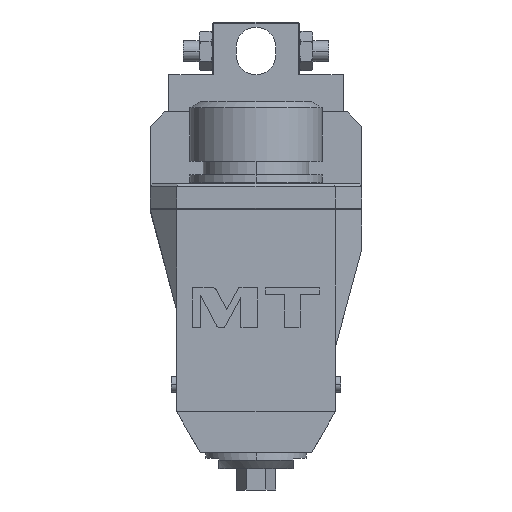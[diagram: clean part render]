
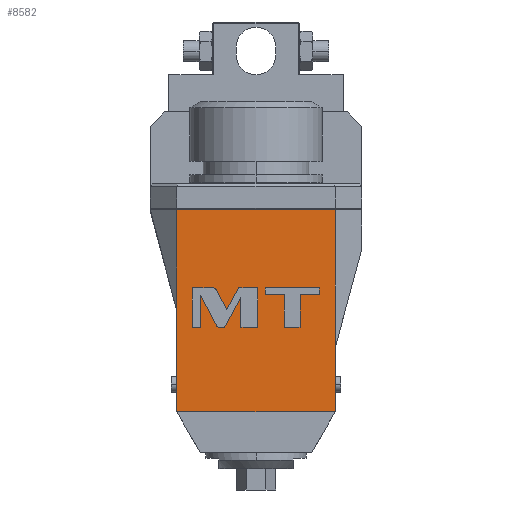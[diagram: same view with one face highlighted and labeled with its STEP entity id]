
A CAD part, left-side view. The second image highlights one B-rep face of the part: STEP entity #8582.
In plain terms, the highlighted planar face has unit normal (-1, 0, 0).
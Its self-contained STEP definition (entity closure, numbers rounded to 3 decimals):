
#2687=DIRECTION('',(0.,0.,1.));
#2688=VECTOR('',#2687,38.);
#2689=CARTESIAN_POINT('',(-120.,30.,-35.));
#2690=LINE('',#2689,#2688);
#2691=DIRECTION('',(0.,1.,0.));
#2692=VECTOR('',#2691,60.);
#2693=CARTESIAN_POINT('',(-120.,-30.,3.));
#2694=LINE('',#2693,#2692);
#2695=DIRECTION('',(0.,0.,1.));
#2696=VECTOR('',#2695,52.);
#2697=CARTESIAN_POINT('',(-120.,-30.,-49.));
#2698=LINE('',#2697,#2696);
#2699=DIRECTION('',(0.,0.,1.));
#2700=VECTOR('',#2699,24.4);
#2701=CARTESIAN_POINT('',(-120.,-30.,-73.4));
#2702=LINE('',#2701,#2700);
#2703=DIRECTION('',(0.,1.,0.));
#2704=VECTOR('',#2703,60.);
#2705=CARTESIAN_POINT('',(-120.,-30.,-73.4));
#2706=LINE('',#2705,#2704);
#2707=DIRECTION('',(0.,0.,-1.));
#2708=VECTOR('',#2707,38.4);
#2709=CARTESIAN_POINT('',(-120.,30.,-35.));
#2710=LINE('',#2709,#2708);
#2711=CARTESIAN_POINT('',(-120.,14.879,-27.505));
#2712=CARTESIAN_POINT('',(-120.,15.191,-26.902));
#2713=CARTESIAN_POINT('',(-120.,15.806,-26.528));
#2714=CARTESIAN_POINT('',(-120.,16.484,-26.528));
#2716=DIRECTION('',(0.,1.,0.));
#2717=VECTOR('',#2716,7.541);
#2718=CARTESIAN_POINT('',(-120.,16.484,-26.528));
#2719=LINE('',#2718,#2717);
#2720=DIRECTION('',(0.,0.,-1.));
#2721=VECTOR('',#2720,15.);
#2722=CARTESIAN_POINT('',(-120.,24.025,-26.528));
#2723=LINE('',#2722,#2721);
#2724=DIRECTION('',(0.,-1.,0.));
#2725=VECTOR('',#2724,3.12);
#2726=CARTESIAN_POINT('',(-120.,24.025,-41.528));
#2727=LINE('',#2726,#2725);
#2728=DIRECTION('',(0.,0.,1.));
#2729=VECTOR('',#2728,12.152);
#2730=CARTESIAN_POINT('',(-120.,20.905,-41.528));
#2731=LINE('',#2730,#2729);
#2732=DIRECTION('',(0.,-0.459,-0.888));
#2733=VECTOR('',#2732,12.58);
#2734=CARTESIAN_POINT('',(-120.,20.905,-29.376));
#2735=LINE('',#2734,#2733);
#2736=CARTESIAN_POINT('',(-120.,15.127,-40.551));
#2737=CARTESIAN_POINT('',(-120.,14.815,-41.154));
#2738=CARTESIAN_POINT('',(-120.,14.2,-41.528));
#2739=CARTESIAN_POINT('',(-120.,13.521,-41.528));
#2741=DIRECTION('',(0.,-1.,0.));
#2742=VECTOR('',#2741,1.565);
#2743=CARTESIAN_POINT('',(-120.,13.521,-41.528));
#2744=LINE('',#2743,#2742);
#2745=DIRECTION('',(0.,-0.481,0.877));
#2746=VECTOR('',#2745,13.015);
#2747=CARTESIAN_POINT('',(-120.,11.956,-41.528));
#2748=LINE('',#2747,#2746);
#2749=DIRECTION('',(0.,0.,-1.));
#2750=VECTOR('',#2749,11.409);
#2751=CARTESIAN_POINT('',(-120.,5.693,-30.119));
#2752=LINE('',#2751,#2750);
#2753=DIRECTION('',(0.,-1.,0.));
#2754=VECTOR('',#2753,6.312);
#2755=CARTESIAN_POINT('',(-120.,5.693,-41.528));
#2756=LINE('',#2755,#2754);
#2757=DIRECTION('',(0.,0.,1.));
#2758=VECTOR('',#2757,15.);
#2759=CARTESIAN_POINT('',(-120.,-0.619,-41.528));
#2760=LINE('',#2759,#2758);
#2761=DIRECTION('',(0.,1.,0.));
#2762=VECTOR('',#2761,7.116);
#2763=CARTESIAN_POINT('',(-120.,-0.619,-26.528));
#2764=LINE('',#2763,#2762);
#2765=DIRECTION('',(0.,0.481,-0.877));
#2766=VECTOR('',#2765,9.511);
#2767=CARTESIAN_POINT('',(-120.,6.497,-26.528));
#2768=LINE('',#2767,#2766);
#2769=DIRECTION('',(0.,0.459,0.888));
#2770=VECTOR('',#2769,8.286);
#2771=CARTESIAN_POINT('',(-120.,11.074,-34.865));
#2772=LINE('',#2771,#2770);
#2773=DIRECTION('',(0.,0.,-1.));
#2774=VECTOR('',#2773,12.446);
#2775=CARTESIAN_POINT('',(-120.,-10.707,-29.082));
#2776=LINE('',#2775,#2774);
#2777=DIRECTION('',(0.,-1.,0.));
#2778=VECTOR('',#2777,5.942);
#2779=CARTESIAN_POINT('',(-120.,-10.707,-41.528));
#2780=LINE('',#2779,#2778);
#2781=DIRECTION('',(0.,0.,1.));
#2782=VECTOR('',#2781,12.446);
#2783=CARTESIAN_POINT('',(-120.,-16.649,-41.528));
#2784=LINE('',#2783,#2782);
#2785=DIRECTION('',(0.,-1.,0.));
#2786=VECTOR('',#2785,7.272);
#2787=CARTESIAN_POINT('',(-120.,-16.649,-29.082));
#2788=LINE('',#2787,#2786);
#2789=DIRECTION('',(0.,0.,1.));
#2790=VECTOR('',#2789,2.554);
#2791=CARTESIAN_POINT('',(-120.,-23.921,-29.082));
#2792=LINE('',#2791,#2790);
#2793=DIRECTION('',(0.,1.,0.));
#2794=VECTOR('',#2793,20.486);
#2795=CARTESIAN_POINT('',(-120.,-23.921,-26.528));
#2796=LINE('',#2795,#2794);
#2797=DIRECTION('',(0.,0.,-1.));
#2798=VECTOR('',#2797,2.554);
#2799=CARTESIAN_POINT('',(-120.,-3.435,-26.528));
#2800=LINE('',#2799,#2798);
#2801=DIRECTION('',(0.,-1.,0.));
#2802=VECTOR('',#2801,7.272);
#2803=CARTESIAN_POINT('',(-120.,-3.435,-29.082));
#2804=LINE('',#2803,#2802);
#4974=CARTESIAN_POINT('',(-120.,-30.,-73.4));
#4975=CARTESIAN_POINT('',(-120.,30.,-73.4));
#4976=VERTEX_POINT('',#4974);
#4977=VERTEX_POINT('',#4975);
#4998=CARTESIAN_POINT('',(-120.,-30.,-49.));
#4999=CARTESIAN_POINT('',(-120.,-30.,3.));
#5000=VERTEX_POINT('',#4998);
#5001=VERTEX_POINT('',#4999);
#5008=CARTESIAN_POINT('',(-120.,30.,-35.));
#5009=CARTESIAN_POINT('',(-120.,30.,3.));
#5010=VERTEX_POINT('',#5008);
#5011=VERTEX_POINT('',#5009);
#5814=VERTEX_POINT('',#2711);
#5815=VERTEX_POINT('',#2714);
#5816=CARTESIAN_POINT('',(-120.,24.025,-26.528));
#5817=VERTEX_POINT('',#5816);
#5818=CARTESIAN_POINT('',(-120.,24.025,-41.528));
#5819=VERTEX_POINT('',#5818);
#5820=CARTESIAN_POINT('',(-120.,20.905,-41.528));
#5821=VERTEX_POINT('',#5820);
#5822=CARTESIAN_POINT('',(-120.,20.905,-29.376));
#5823=VERTEX_POINT('',#5822);
#5824=CARTESIAN_POINT('',(-120.,15.127,-40.551));
#5825=VERTEX_POINT('',#5824);
#5826=VERTEX_POINT('',#2739);
#5827=CARTESIAN_POINT('',(-120.,11.956,-41.528));
#5828=VERTEX_POINT('',#5827);
#5829=CARTESIAN_POINT('',(-120.,5.693,-30.119));
#5830=VERTEX_POINT('',#5829);
#5831=CARTESIAN_POINT('',(-120.,5.693,-41.528));
#5832=VERTEX_POINT('',#5831);
#5833=CARTESIAN_POINT('',(-120.,-0.619,-41.528));
#5834=VERTEX_POINT('',#5833);
#5835=CARTESIAN_POINT('',(-120.,-0.619,-26.528));
#5836=VERTEX_POINT('',#5835);
#5837=CARTESIAN_POINT('',(-120.,6.497,-26.528));
#5838=VERTEX_POINT('',#5837);
#5839=CARTESIAN_POINT('',(-120.,11.074,-34.865));
#5840=VERTEX_POINT('',#5839);
#5841=CARTESIAN_POINT('',(-120.,-10.707,-29.082));
#5842=CARTESIAN_POINT('',(-120.,-10.707,-41.528));
#5843=VERTEX_POINT('',#5841);
#5844=VERTEX_POINT('',#5842);
#5845=CARTESIAN_POINT('',(-120.,-16.649,-41.528));
#5846=VERTEX_POINT('',#5845);
#5847=CARTESIAN_POINT('',(-120.,-16.649,-29.082));
#5848=VERTEX_POINT('',#5847);
#5849=CARTESIAN_POINT('',(-120.,-23.921,-29.082));
#5850=VERTEX_POINT('',#5849);
#5851=CARTESIAN_POINT('',(-120.,-23.921,-26.528));
#5852=VERTEX_POINT('',#5851);
#5853=CARTESIAN_POINT('',(-120.,-3.435,-26.528));
#5854=VERTEX_POINT('',#5853);
#5855=CARTESIAN_POINT('',(-120.,-3.435,-29.082));
#5856=VERTEX_POINT('',#5855);
#8515=CARTESIAN_POINT('',(-120.,0.,0.));
#8516=DIRECTION('',(-1.,0.,0.));
#8517=DIRECTION('',(0.,0.,1.));
#8518=AXIS2_PLACEMENT_3D('',#8515,#8516,#8517);
#8519=PLANE('',#8518);
#8521=ORIENTED_EDGE('',*,*,#8520,.T.);
#8523=ORIENTED_EDGE('',*,*,#8522,.F.);
#8525=ORIENTED_EDGE('',*,*,#8524,.F.);
#8526=ORIENTED_EDGE('',*,*,#6068,.F.);
#8528=ORIENTED_EDGE('',*,*,#8527,.T.);
#8529=ORIENTED_EDGE('',*,*,#6300,.F.);
#8530=EDGE_LOOP('',(#8521,#8523,#8525,#8526,#8528,#8529));
#8531=FACE_OUTER_BOUND('',#8530,.F.);
#8533=ORIENTED_EDGE('',*,*,#8532,.T.);
#8535=ORIENTED_EDGE('',*,*,#8534,.T.);
#8537=ORIENTED_EDGE('',*,*,#8536,.T.);
#8539=ORIENTED_EDGE('',*,*,#8538,.T.);
#8541=ORIENTED_EDGE('',*,*,#8540,.T.);
#8543=ORIENTED_EDGE('',*,*,#8542,.T.);
#8545=ORIENTED_EDGE('',*,*,#8544,.T.);
#8547=ORIENTED_EDGE('',*,*,#8546,.T.);
#8549=ORIENTED_EDGE('',*,*,#8548,.T.);
#8551=ORIENTED_EDGE('',*,*,#8550,.T.);
#8553=ORIENTED_EDGE('',*,*,#8552,.T.);
#8555=ORIENTED_EDGE('',*,*,#8554,.T.);
#8557=ORIENTED_EDGE('',*,*,#8556,.T.);
#8559=ORIENTED_EDGE('',*,*,#8558,.T.);
#8561=ORIENTED_EDGE('',*,*,#8560,.T.);
#8562=EDGE_LOOP('',(#8533,#8535,#8537,#8539,#8541,#8543,#8545,#8547,#8549,#8551,
#8553,#8555,#8557,#8559,#8561));
#8563=FACE_BOUND('',#8562,.F.);
#8565=ORIENTED_EDGE('',*,*,#8564,.T.);
#8567=ORIENTED_EDGE('',*,*,#8566,.T.);
#8569=ORIENTED_EDGE('',*,*,#8568,.T.);
#8571=ORIENTED_EDGE('',*,*,#8570,.T.);
#8573=ORIENTED_EDGE('',*,*,#8572,.T.);
#8575=ORIENTED_EDGE('',*,*,#8574,.T.);
#8577=ORIENTED_EDGE('',*,*,#8576,.T.);
#8579=ORIENTED_EDGE('',*,*,#8578,.T.);
#8580=EDGE_LOOP('',(#8565,#8567,#8569,#8571,#8573,#8575,#8577,#8579));
#8581=FACE_BOUND('',#8580,.F.);
#8582=ADVANCED_FACE('',(#8531,#8563,#8581),#8519,.T.);
#2715=B_SPLINE_CURVE_WITH_KNOTS('',3,(#2711,#2712,#2713,#2714),.UNSPECIFIED.,
.F.,.F.,(4,4),(0.,1.),.UNSPECIFIED.);
#2740=B_SPLINE_CURVE_WITH_KNOTS('',3,(#2736,#2737,#2738,#2739),.UNSPECIFIED.,
.F.,.F.,(4,4),(0.,1.),.UNSPECIFIED.);
#6068=EDGE_CURVE('',#4976,#5000,#2702,.T.);
#6300=EDGE_CURVE('',#5010,#4977,#2710,.T.);
#8520=EDGE_CURVE('',#5010,#5011,#2690,.T.);
#8522=EDGE_CURVE('',#5001,#5011,#2694,.T.);
#8524=EDGE_CURVE('',#5000,#5001,#2698,.T.);
#8527=EDGE_CURVE('',#4976,#4977,#2706,.T.);
#8532=EDGE_CURVE('',#5814,#5815,#2715,.T.);
#8534=EDGE_CURVE('',#5815,#5817,#2719,.T.);
#8536=EDGE_CURVE('',#5817,#5819,#2723,.T.);
#8538=EDGE_CURVE('',#5819,#5821,#2727,.T.);
#8540=EDGE_CURVE('',#5821,#5823,#2731,.T.);
#8542=EDGE_CURVE('',#5823,#5825,#2735,.T.);
#8544=EDGE_CURVE('',#5825,#5826,#2740,.T.);
#8546=EDGE_CURVE('',#5826,#5828,#2744,.T.);
#8548=EDGE_CURVE('',#5828,#5830,#2748,.T.);
#8550=EDGE_CURVE('',#5830,#5832,#2752,.T.);
#8552=EDGE_CURVE('',#5832,#5834,#2756,.T.);
#8554=EDGE_CURVE('',#5834,#5836,#2760,.T.);
#8556=EDGE_CURVE('',#5836,#5838,#2764,.T.);
#8558=EDGE_CURVE('',#5838,#5840,#2768,.T.);
#8560=EDGE_CURVE('',#5840,#5814,#2772,.T.);
#8564=EDGE_CURVE('',#5843,#5844,#2776,.T.);
#8566=EDGE_CURVE('',#5844,#5846,#2780,.T.);
#8568=EDGE_CURVE('',#5846,#5848,#2784,.T.);
#8570=EDGE_CURVE('',#5848,#5850,#2788,.T.);
#8572=EDGE_CURVE('',#5850,#5852,#2792,.T.);
#8574=EDGE_CURVE('',#5852,#5854,#2796,.T.);
#8576=EDGE_CURVE('',#5854,#5856,#2800,.T.);
#8578=EDGE_CURVE('',#5856,#5843,#2804,.T.);
